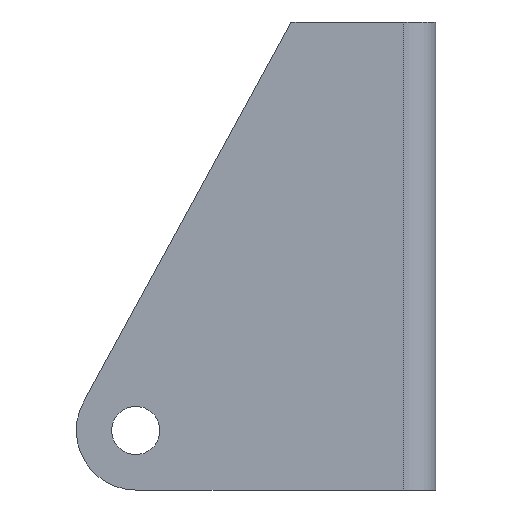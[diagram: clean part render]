
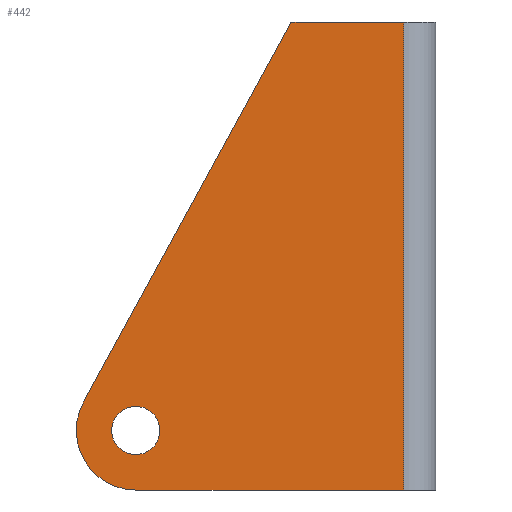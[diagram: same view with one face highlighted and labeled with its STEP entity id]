
A CAD part, left-side view. The second image highlights one B-rep face of the part: STEP entity #442.
In plain terms, the highlighted planar face has unit normal (-1, 0, 0).
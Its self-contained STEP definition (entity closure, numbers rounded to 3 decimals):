
#24=PLANE('',#505);
#37=LINE('',#671,#77);
#56=LINE('',#727,#96);
#61=LINE('',#740,#101);
#64=LINE('',#755,#104);
#77=VECTOR('',#541,10.);
#96=VECTOR('',#592,10.);
#101=VECTOR('',#603,10.);
#104=VECTOR('',#624,10.);
#114=FACE_BOUND('',#165,.T.);
#135=FACE_OUTER_BOUND('',#164,.T.);
#164=EDGE_LOOP('',(#385,#386,#387,#388,#389));
#165=EDGE_LOOP('',(#390));
#188=CIRCLE('',#497,7.4);
#191=CIRCLE('',#503,3.);
#203=VERTEX_POINT('',#668);
#204=VERTEX_POINT('',#670);
#224=VERTEX_POINT('',#724);
#225=VERTEX_POINT('',#726);
#230=VERTEX_POINT('',#738);
#233=VERTEX_POINT('',#751);
#248=EDGE_CURVE('',#203,#204,#37,.T.);
#276=EDGE_CURVE('',#224,#225,#56,.T.);
#283=EDGE_CURVE('',#230,#224,#61,.T.);
#284=EDGE_CURVE('',#204,#230,#188,.T.);
#288=EDGE_CURVE('',#233,#233,#191,.T.);
#290=EDGE_CURVE('',#225,#203,#64,.T.);
#385=ORIENTED_EDGE('',*,*,#290,.F.);
#386=ORIENTED_EDGE('',*,*,#276,.F.);
#387=ORIENTED_EDGE('',*,*,#283,.F.);
#388=ORIENTED_EDGE('',*,*,#284,.F.);
#389=ORIENTED_EDGE('',*,*,#248,.F.);
#390=ORIENTED_EDGE('',*,*,#288,.T.);
#442=ADVANCED_FACE('',(#135,#114),#24,.F.);
#497=AXIS2_PLACEMENT_3D('',#742,#606,#607);
#503=AXIS2_PLACEMENT_3D('',#752,#619,#620);
#505=AXIS2_PLACEMENT_3D('',#756,#625,#626);
#541=DIRECTION('',(0.,1.,0.));
#592=DIRECTION('',(0.,-1.,0.));
#603=DIRECTION('',(0.,-0.479,0.878));
#606=DIRECTION('center_axis',(1.,0.,0.));
#607=DIRECTION('ref_axis',(0.,0.,-1.));
#619=DIRECTION('center_axis',(1.,0.,0.));
#620=DIRECTION('ref_axis',(0.,-1.,0.));
#624=DIRECTION('',(0.,0.,-1.));
#625=DIRECTION('center_axis',(1.,0.,0.));
#626=DIRECTION('ref_axis',(0.,0.,-1.));
#668=CARTESIAN_POINT('',(0.,4.,-58.2));
#670=CARTESIAN_POINT('',(0.,37.3,-58.2));
#671=CARTESIAN_POINT('',(0.,0.,-58.2));
#724=CARTESIAN_POINT('',(0.,18.,0.));
#726=CARTESIAN_POINT('',(0.,4.,0.));
#727=CARTESIAN_POINT('',(0.,18.,0.));
#738=CARTESIAN_POINT('',(0.,43.795,-47.254));
#740=CARTESIAN_POINT('',(0.,43.795,-47.254));
#742=CARTESIAN_POINT('Origin',(0.,37.3,-50.8));
#751=CARTESIAN_POINT('',(0.,40.3,-50.8));
#752=CARTESIAN_POINT('Origin',(0.,37.3,-50.8));
#755=CARTESIAN_POINT('',(0.,4.,-16.094));
#756=CARTESIAN_POINT('Origin',(0.,16.834,-32.189));
